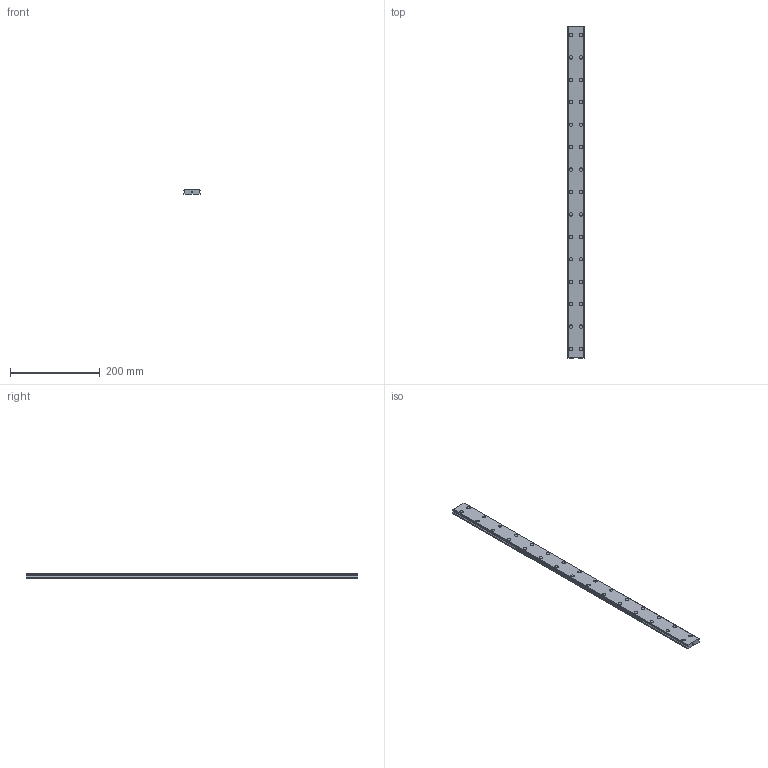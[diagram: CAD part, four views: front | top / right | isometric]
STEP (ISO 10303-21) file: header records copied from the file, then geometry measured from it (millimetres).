
FILE_DESCRIPTION(('STEP AP214'),'1');
FILE_NAME('cctmp_4D896DD2-76BF-4895-BC6B-23B3BCDE89A0_2021_03_03_11_50_01_0950..stp','2021-03-03T10:50:02',('HIWIN GmbH'),('CADClick - www.CADClick.com'),'Spatial InterOp 3D',' ','unknown authorization');
FILE_SCHEMA(('AUTOMOTIVE_DESIGN'));
Length unit declared in the file: millimetre
Products named in the file (1): WER21R740H_FILE
Bounding box: 37 x 740 x 11 mm (x, y, z)
Volume: 274109.8 mm3; surface area: 80744 mm2
Topology: 1 solids, 1 shells, 373 faces, 831 edges, 554 vertices
Faces by surface type: cylinder 198, plane 175
Entity records: 13509 total; most frequent: DIRECTION 1975, CARTESIAN_POINT 1759, ORIENTED_EDGE 1662, EDGE_CURVE 831, AXIS2_PLACEMENT_3D 770, VERTEX_POINT 554, EDGE_LOOP 467, LINE 435
